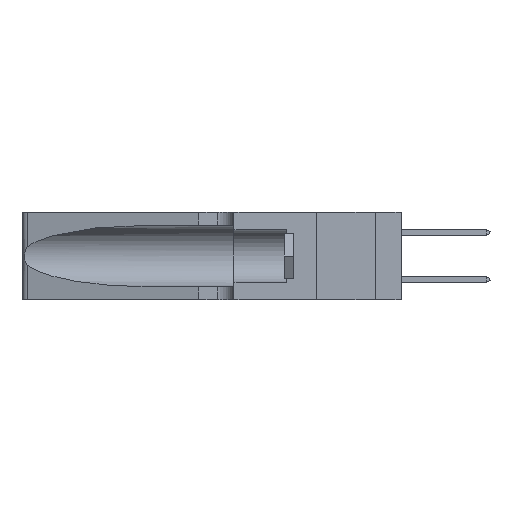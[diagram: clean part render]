
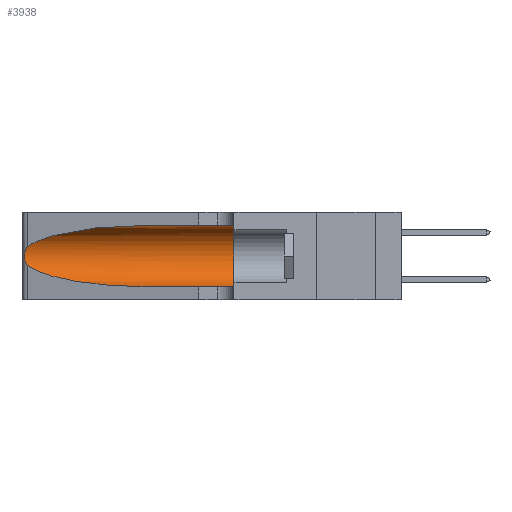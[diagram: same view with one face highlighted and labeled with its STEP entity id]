
A CAD part, left-side view. The second image highlights one B-rep face of the part: STEP entity #3938.
In plain terms, the highlighted cylindrical face has radius 3.308 mm (diameter 6.617 mm), a partial arc.
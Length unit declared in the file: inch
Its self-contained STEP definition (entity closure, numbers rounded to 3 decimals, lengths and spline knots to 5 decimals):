
#62 = DIRECTION ( 'NONE',  ( 0., -1., 0. ) ) ;
#494 = B_SPLINE_CURVE_WITH_KNOTS ( 'NONE', 3,
 ( #26019, #15952, #28461, #13781, #30933, #16275, #1320, #18730, #3807, #21231, #6324, #23683, #8803, #26126 ),
 .UNSPECIFIED., .F., .F.,
 ( 4, 2, 2, 2, 2, 2, 4 ),
 ( 0., 0.00027, 0.00053, 0.00107, 0.0016, 0.00187, 0.00214 ),
 .UNSPECIFIED. ) ;
#662 = CARTESIAN_POINT ( 'NONE',  ( 0.25487, 1.22718, 0.14631 ) ) ;
#767 = CARTESIAN_POINT ( 'NONE',  ( 0.1305, 0.72297, 0.31525 ) ) ;
#1320 = CARTESIAN_POINT ( 'NONE',  ( 0.26075, 1.23896, 0.19203 ) ) ;
#1572 = VECTOR ( 'NONE', #5888, 39.37008 ) ;
#2031 = VERTEX_POINT ( 'NONE', #19838 ) ;
#2356 = LINE ( 'NONE', #30604, #1572 ) ;
#3807 = CARTESIAN_POINT ( 'NONE',  ( 0.26017, 1.23833, 0.17102 ) ) ;
#3938 = ADVANCED_FACE ( 'NONE', ( #12248 ), #18095, .F. ) ;
#5888 = DIRECTION ( 'NONE',  ( 0., -1., 0. ) ) ;
#6105 = DIRECTION ( 'NONE',  ( 0., 1., 0. ) ) ;
#6324 = CARTESIAN_POINT ( 'NONE',  ( 0.25789, 1.23486, 0.15765 ) ) ;
#7248 = EDGE_CURVE ( 'NONE', #16674, #2031, #23597, .T. ) ;
#7681 = EDGE_LOOP ( 'NONE', ( #31427, #15683, #12003, #31692, #16437, #31321 ) ) ;
#7701 = AXIS2_PLACEMENT_3D ( 'NONE', #20993, #6105, #23464 ) ;
#8803 = CARTESIAN_POINT ( 'NONE',  ( 0.25555, 1.22993, 0.14849 ) ) ;
#9931 = CARTESIAN_POINT ( 'NONE',  ( 0.1305, 1.61858, 0.185 ) ) ;
#10346 = CARTESIAN_POINT ( 'NONE',  ( 0.2373, 1.15595, 0.08982 ) ) ;
#11730 = VERTEX_POINT ( 'NONE', #30040 ) ;
#12003 = ORIENTED_EDGE ( 'NONE', *, *, #29597, .T. ) ;
#12248 = FACE_OUTER_BOUND ( 'NONE', #7681, .T. ) ;
#12446 = DIRECTION ( 'NONE',  ( 0., 0., -1. ) ) ;
#12550 = CARTESIAN_POINT ( 'NONE',  ( 0.18966, 0.96281, 0.31525 ) ) ;
#12861 = CARTESIAN_POINT ( 'NONE',  ( 0.1305, 0.72297, 0.05475 ) ) ;
#13074 = VERTEX_POINT ( 'NONE', #662 ) ;
#13781 = CARTESIAN_POINT ( 'NONE',  ( 0.25787, 1.23484, 0.2124 ) ) ;
#14804 = EDGE_CURVE ( 'NONE', #16955, #11730, #28441, .T. ) ;
#15092 = CARTESIAN_POINT ( 'NONE',  ( 0.25487, 1.22718, 0.22369 ) ) ;
#15508 =( BOUNDED_CURVE ( )  B_SPLINE_CURVE ( 3, ( #25163, #10346, #27616, #12861 ),
 .UNSPECIFIED., .F., .F. ) 
 B_SPLINE_CURVE_WITH_KNOTS ( ( 4, 4 ),
 ( 3.44316, 4.71239 ),
 .UNSPECIFIED. ) 
 CURVE ( )  GEOMETRIC_REPRESENTATION_ITEM ( )  RATIONAL_B_SPLINE_CURVE ( ( 1., 0.87, 0.87, 1. ) ) 
 REPRESENTATION_ITEM ( '' )  );
#15683 = ORIENTED_EDGE ( 'NONE', *, *, #20881, .T. ) ;
#15952 = CARTESIAN_POINT ( 'NONE',  ( 0.25555, 1.22994, 0.2215 ) ) ;
#16275 = CARTESIAN_POINT ( 'NONE',  ( 0.26018, 1.23835, 0.19895 ) ) ;
#16437 = ORIENTED_EDGE ( 'NONE', *, *, #14804, .F. ) ;
#16674 = VERTEX_POINT ( 'NONE', #767 ) ;
#16955 = VERTEX_POINT ( 'NONE', #28968 ) ;
#17479 = DIRECTION ( 'NONE',  ( 0., -1., 0. ) ) ;
#18079 = EDGE_CURVE ( 'NONE', #16674, #16955, #26576, .T. ) ;
#18095 = CYLINDRICAL_SURFACE ( 'NONE', #20912, 0.13025 ) ;
#18730 = CARTESIAN_POINT ( 'NONE',  ( 0.26075, 1.23896, 0.178 ) ) ;
#19838 = CARTESIAN_POINT ( 'NONE',  ( 0.25487, 1.22718, 0.22369 ) ) ;
#20881 = EDGE_CURVE ( 'NONE', #2031, #13074, #494, .T. ) ;
#20912 = AXIS2_PLACEMENT_3D ( 'NONE', #9931, #17479, #12446 ) ;
#20993 = CARTESIAN_POINT ( 'NONE',  ( 0.1305, 0.35, 0.185 ) ) ;
#21231 = CARTESIAN_POINT ( 'NONE',  ( 0.25856, 1.23593, 0.16098 ) ) ;
#22568 = CARTESIAN_POINT ( 'NONE',  ( 0.1305, 1.61858, 0.31525 ) ) ;
#23072 = VERTEX_POINT ( 'NONE', #24831 ) ;
#23464 = DIRECTION ( 'NONE',  ( 0., 0., 1. ) ) ;
#23597 =( BOUNDED_CURVE ( )  B_SPLINE_CURVE ( 3, ( #27298, #12550, #29761, #15092 ),
 .UNSPECIFIED., .F., .T. ) 
 B_SPLINE_CURVE_WITH_KNOTS ( ( 4, 4 ),
 ( 1.5708, 2.84003 ),
 .UNSPECIFIED. ) 
 CURVE ( )  GEOMETRIC_REPRESENTATION_ITEM ( )  RATIONAL_B_SPLINE_CURVE ( ( 1., 0.87, 0.87, 1. ) ) 
 REPRESENTATION_ITEM ( '' )  );
#23683 = CARTESIAN_POINT ( 'NONE',  ( 0.25639, 1.23186, 0.15144 ) ) ;
#24831 = CARTESIAN_POINT ( 'NONE',  ( 0.1305, 0.72297, 0.05475 ) ) ;
#25163 = CARTESIAN_POINT ( 'NONE',  ( 0.25487, 1.22718, 0.14631 ) ) ;
#26019 = CARTESIAN_POINT ( 'NONE',  ( 0.25487, 1.22718, 0.22369 ) ) ;
#26126 = CARTESIAN_POINT ( 'NONE',  ( 0.25487, 1.22718, 0.14631 ) ) ;
#26576 = LINE ( 'NONE', #22568, #31541 ) ;
#27298 = CARTESIAN_POINT ( 'NONE',  ( 0.1305, 0.72297, 0.31525 ) ) ;
#27616 = CARTESIAN_POINT ( 'NONE',  ( 0.18966, 0.96281, 0.05475 ) ) ;
#28441 = CIRCLE ( 'NONE', #7701, 0.13025 ) ;
#28461 = CARTESIAN_POINT ( 'NONE',  ( 0.25639, 1.23184, 0.21858 ) ) ;
#28968 = CARTESIAN_POINT ( 'NONE',  ( 0.1305, 0.35, 0.31525 ) ) ;
#29597 = EDGE_CURVE ( 'NONE', #13074, #23072, #15508, .T. ) ;
#29761 = CARTESIAN_POINT ( 'NONE',  ( 0.2373, 1.15595, 0.28018 ) ) ;
#30040 = CARTESIAN_POINT ( 'NONE',  ( 0.1305, 0.35, 0.05475 ) ) ;
#30604 = CARTESIAN_POINT ( 'NONE',  ( 0.1305, 1.61858, 0.05475 ) ) ;
#30933 = CARTESIAN_POINT ( 'NONE',  ( 0.25854, 1.2359, 0.20912 ) ) ;
#31321 = ORIENTED_EDGE ( 'NONE', *, *, #18079, .F. ) ;
#31427 = ORIENTED_EDGE ( 'NONE', *, *, #7248, .T. ) ;
#31541 = VECTOR ( 'NONE', #62, 39.37008 ) ;
#31649 = EDGE_CURVE ( 'NONE', #23072, #11730, #2356, .T. ) ;
#31692 = ORIENTED_EDGE ( 'NONE', *, *, #31649, .T. ) ;
